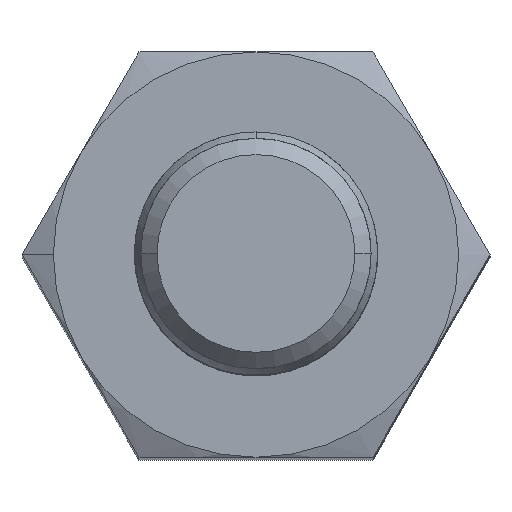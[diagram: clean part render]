
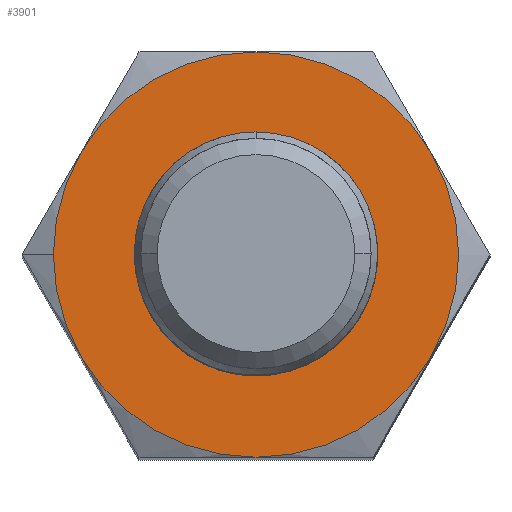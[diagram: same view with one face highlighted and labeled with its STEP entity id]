
A CAD part, top view. The second image highlights one B-rep face of the part: STEP entity #3901.
In plain terms, the highlighted planar face has unit normal (0, 0, 1).
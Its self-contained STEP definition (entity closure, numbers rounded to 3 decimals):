
#149 = VERTEX_POINT('',#150);
#150 = CARTESIAN_POINT('',(1.011,0.,
    20.006));
#156 = EDGE_CURVE('',#157,#149,#159,.T.);
#157 = VERTEX_POINT('',#158);
#158 = CARTESIAN_POINT('',(-1.011,0.,
    20.006));
#159 = CIRCLE('',#160,1.011);
#160 = AXIS2_PLACEMENT_3D('',#161,#162,#163);
#161 = CARTESIAN_POINT('',(0.,0.,
    20.006));
#162 = DIRECTION('',(0.,0.,-1.));
#163 = DIRECTION('',(-1.,0.,0.));
#179 = EDGE_CURVE('',#180,#182,#184,.T.);
#180 = VERTEX_POINT('',#181);
#181 = CARTESIAN_POINT('',(-2.165,-1.25,20.006));
#182 = VERTEX_POINT('',#183);
#183 = CARTESIAN_POINT('',(-2.5,0.,
    20.006));
#184 = CIRCLE('',#185,2.5);
#185 = AXIS2_PLACEMENT_3D('',#186,#187,#188);
#186 = CARTESIAN_POINT('',(0.,0.,
    20.006));
#187 = DIRECTION('',(0.,0.,-1.));
#188 = DIRECTION('',(-1.,0.,0.));
#3712 = VERTEX_POINT('',#3713);
#3713 = CARTESIAN_POINT('',(2.165,-1.25,20.006));
#3721 = VERTEX_POINT('',#3722);
#3722 = CARTESIAN_POINT('',(2.165,1.25,20.006));
#3729 = EDGE_CURVE('',#3721,#3712,#3730,.T.);
#3730 = CIRCLE('',#3731,2.5);
#3731 = AXIS2_PLACEMENT_3D('',#3732,#3733,#3734);
#3732 = CARTESIAN_POINT('',(0.,0.,
    20.006));
#3733 = DIRECTION('',(0.,0.,-1.));
#3734 = DIRECTION('',(-1.,0.,0.));
#3753 = EDGE_CURVE('',#3712,#3754,#3756,.T.);
#3754 = VERTEX_POINT('',#3755);
#3755 = CARTESIAN_POINT('',(0.,-2.5,20.006));
#3756 = CIRCLE('',#3757,2.5);
#3757 = AXIS2_PLACEMENT_3D('',#3758,#3759,#3760);
#3758 = CARTESIAN_POINT('',(0.,0.,
    20.006));
#3759 = DIRECTION('',(0.,0.,-1.));
#3760 = DIRECTION('',(-1.,0.,0.));
#3790 = EDGE_CURVE('',#3754,#180,#3791,.T.);
#3791 = CIRCLE('',#3792,2.5);
#3792 = AXIS2_PLACEMENT_3D('',#3793,#3794,#3795);
#3793 = CARTESIAN_POINT('',(0.,0.,
    20.006));
#3794 = DIRECTION('',(0.,0.,-1.));
#3795 = DIRECTION('',(-1.,0.,0.));
#3822 = VERTEX_POINT('',#3823);
#3823 = CARTESIAN_POINT('',(0.,2.5,20.006));
#3832 = EDGE_CURVE('',#3822,#3721,#3833,.T.);
#3833 = CIRCLE('',#3834,2.5);
#3834 = AXIS2_PLACEMENT_3D('',#3835,#3836,#3837);
#3835 = CARTESIAN_POINT('',(0.,0.,
    20.006));
#3836 = DIRECTION('',(0.,0.,-1.));
#3837 = DIRECTION('',(-1.,0.,0.));
#3848 = EDGE_CURVE('',#182,#3849,#3851,.T.);
#3849 = VERTEX_POINT('',#3850);
#3850 = CARTESIAN_POINT('',(-2.165,1.25,20.006));
#3851 = CIRCLE('',#3852,2.5);
#3852 = AXIS2_PLACEMENT_3D('',#3853,#3854,#3855);
#3853 = CARTESIAN_POINT('',(0.,0.,
    20.006));
#3854 = DIRECTION('',(0.,0.,-1.));
#3855 = DIRECTION('',(-1.,0.,0.));
#3890 = EDGE_CURVE('',#3849,#3822,#3891,.T.);
#3891 = CIRCLE('',#3892,2.5);
#3892 = AXIS2_PLACEMENT_3D('',#3893,#3894,#3895);
#3893 = CARTESIAN_POINT('',(0.,0.,
    20.006));
#3894 = DIRECTION('',(0.,0.,-1.));
#3895 = DIRECTION('',(-1.,0.,0.));
#3901 = ADVANCED_FACE('',(#3902,#3911),#3921,.F.);
#3902 = FACE_BOUND('',#3903,.T.);
#3903 = EDGE_LOOP('',(#3904,#3905,#3906,#3907,#3908,#3909,#3910));
#3904 = ORIENTED_EDGE('',*,*,#3890,.F.);
#3905 = ORIENTED_EDGE('',*,*,#3848,.F.);
#3906 = ORIENTED_EDGE('',*,*,#179,.F.);
#3907 = ORIENTED_EDGE('',*,*,#3790,.F.);
#3908 = ORIENTED_EDGE('',*,*,#3753,.F.);
#3909 = ORIENTED_EDGE('',*,*,#3729,.F.);
#3910 = ORIENTED_EDGE('',*,*,#3832,.F.);
#3911 = FACE_BOUND('',#3912,.T.);
#3912 = EDGE_LOOP('',(#3913,#3914));
#3913 = ORIENTED_EDGE('',*,*,#156,.T.);
#3914 = ORIENTED_EDGE('',*,*,#3915,.T.);
#3915 = EDGE_CURVE('',#149,#157,#3916,.T.);
#3916 = CIRCLE('',#3917,1.011);
#3917 = AXIS2_PLACEMENT_3D('',#3918,#3919,#3920);
#3918 = CARTESIAN_POINT('',(0.,0.,
    20.006));
#3919 = DIRECTION('',(0.,0.,-1.));
#3920 = DIRECTION('',(-1.,0.,0.));
#3921 = PLANE('',#3922);
#3922 = AXIS2_PLACEMENT_3D('',#3923,#3924,#3925);
#3923 = CARTESIAN_POINT('',(2.5,0.,
    20.006));
#3924 = DIRECTION('',(0.,0.,-1.));
#3925 = DIRECTION('',(-1.,0.,0.));
